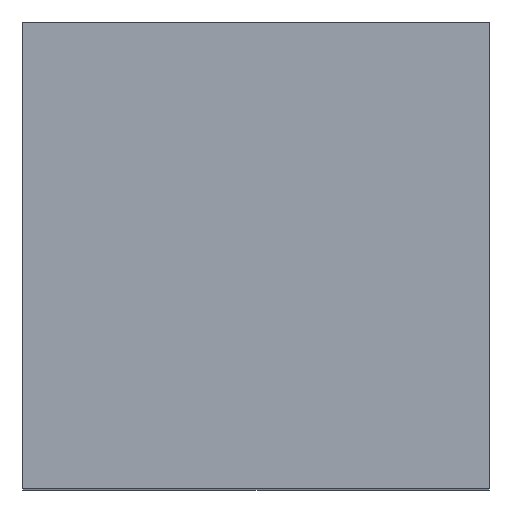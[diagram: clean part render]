
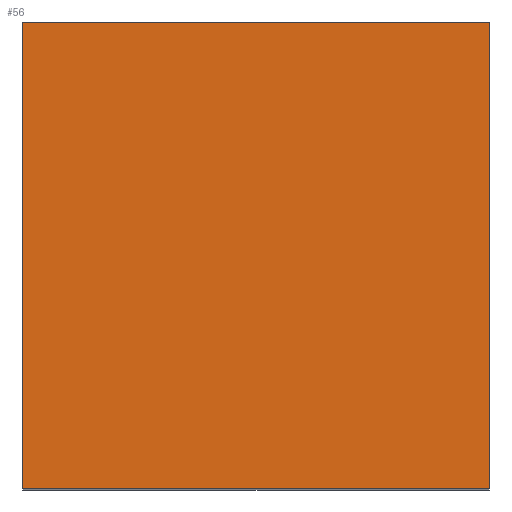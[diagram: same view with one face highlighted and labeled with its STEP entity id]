
A CAD part, top view. The second image highlights one B-rep face of the part: STEP entity #56.
In plain terms, the highlighted planar face has unit normal (0, 0, 1).
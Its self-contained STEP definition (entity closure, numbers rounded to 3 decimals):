
#1 = VERTEX_POINT ( 'NONE', #5424 ) ;
#56 = ADVANCED_FACE ( 'NONE', ( #2489 ), #466, .T. ) ;
#183 = VERTEX_POINT ( 'NONE', #966 ) ;
#466 = PLANE ( 'NONE',  #5313 ) ;
#469 = CARTESIAN_POINT ( 'NONE',  ( 0., 0., 77. ) ) ;
#475 = DIRECTION ( 'NONE',  ( 0., 0., 1. ) ) ;
#476 = DIRECTION ( 'NONE',  ( 1., 0., 0. ) ) ;
#966 = CARTESIAN_POINT ( 'NONE',  ( -18., -18., 77. ) ) ;
#1358 = CARTESIAN_POINT ( 'NONE',  ( -18., 0., 77. ) ) ;
#1359 = DIRECTION ( 'NONE',  ( 0., -1., 0. ) ) ;
#2073 = ORIENTED_EDGE ( 'NONE', *, *, #5024, .F. ) ;
#2074 = ORIENTED_EDGE ( 'NONE', *, *, #5023, .F. ) ;
#2075 = ORIENTED_EDGE ( 'NONE', *, *, #4898, .T. ) ;
#2076 = ORIENTED_EDGE ( 'NONE', *, *, #5025, .F. ) ;
#2226 = EDGE_LOOP ( 'NONE', ( #2073, #2074, #2075, #2076 ) ) ;
#2489 = FACE_OUTER_BOUND ( 'NONE', #2226, .T. ) ;
#2978 = LINE ( 'NONE', #1358, #2979 ) ;
#2979 = VECTOR ( 'NONE', #1359, 1000. ) ;
#3089 = LINE ( 'NONE', #3828, #3223 ) ;
#3219 = LINE ( 'NONE', #3832, #3220 ) ;
#3220 = VECTOR ( 'NONE', #3833, 1000. ) ;
#3221 = LINE ( 'NONE', #3834, #3222 ) ;
#3222 = VECTOR ( 'NONE', #3835, 1000. ) ;
#3223 = VECTOR ( 'NONE', #3837, 1000. ) ;
#3828 = CARTESIAN_POINT ( 'NONE',  ( 18., -18., 77. ) ) ;
#3832 = CARTESIAN_POINT ( 'NONE',  ( -18., 18., 77. ) ) ;
#3833 = DIRECTION ( 'NONE',  ( 1., 0., 0. ) ) ;
#3834 = CARTESIAN_POINT ( 'NONE',  ( 18., 18., 77. ) ) ;
#3835 = DIRECTION ( 'NONE',  ( 0., -1., 0. ) ) ;
#3837 = DIRECTION ( 'NONE',  ( -1., 0., 0. ) ) ;
#4471 = CARTESIAN_POINT ( 'NONE',  ( 18., 18., 77. ) ) ;
#4476 = CARTESIAN_POINT ( 'NONE',  ( 18., -18., 77. ) ) ;
#4898 = EDGE_CURVE ( 'NONE', #1, #183, #2978, .T. ) ;
#5023 = EDGE_CURVE ( 'NONE', #1, #5516, #3219, .T. ) ;
#5024 = EDGE_CURVE ( 'NONE', #5516, #5521, #3221, .T. ) ;
#5025 = EDGE_CURVE ( 'NONE', #5521, #183, #3089, .T. ) ;
#5313 = AXIS2_PLACEMENT_3D ( 'NONE', #469, #475, #476 ) ;
#5424 = CARTESIAN_POINT ( 'NONE',  ( -18., 18., 77. ) ) ;
#5516 = VERTEX_POINT ( 'NONE', #4471 ) ;
#5521 = VERTEX_POINT ( 'NONE', #4476 ) ;
